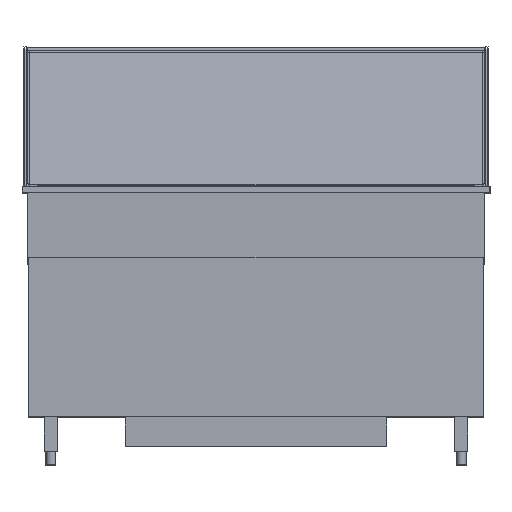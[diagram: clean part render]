
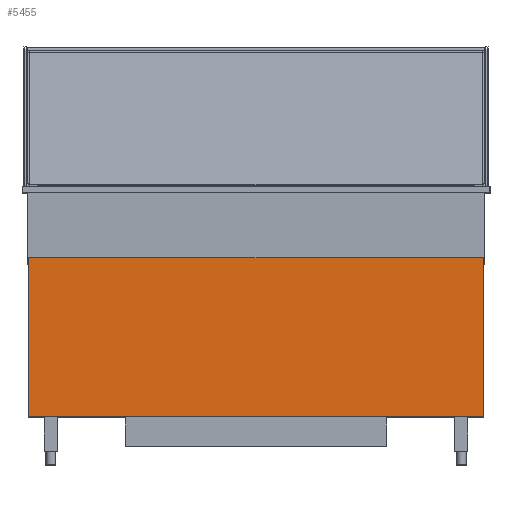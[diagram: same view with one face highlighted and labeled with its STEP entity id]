
A CAD part, top view. The second image highlights one B-rep face of the part: STEP entity #5455.
In plain terms, the highlighted planar face has unit normal (0, 0, 1).
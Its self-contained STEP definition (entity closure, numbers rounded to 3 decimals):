
#753 = CARTESIAN_POINT ( 'NONE',  ( 713.5, 0., 319. ) ) ;
#757 = ORIENTED_EDGE ( 'NONE', *, *, #13711, .F. ) ;
#1310 = VECTOR ( 'NONE', #9378, 1000. ) ;
#1925 = VECTOR ( 'NONE', #7922, 1000. ) ;
#2475 = CARTESIAN_POINT ( 'NONE',  ( 713.5, -498., 319. ) ) ;
#3417 = VERTEX_POINT ( 'NONE', #3443 ) ;
#3443 = CARTESIAN_POINT ( 'NONE',  ( 713.5, -498., 319. ) ) ;
#3462 = CARTESIAN_POINT ( 'NONE',  ( -713.5, -498., 319. ) ) ;
#3579 = LINE ( 'NONE', #753, #1310 ) ;
#3831 = CARTESIAN_POINT ( 'NONE',  ( 713.5, -498., 319. ) ) ;
#3979 = VECTOR ( 'NONE', #5314, 1000. ) ;
#4372 = DIRECTION ( 'NONE',  ( 0., 1., 0. ) ) ;
#4491 = VECTOR ( 'NONE', #4372, 1000. ) ;
#5314 = DIRECTION ( 'NONE',  ( 0., 1., 0. ) ) ;
#5373 = ORIENTED_EDGE ( 'NONE', *, *, #15824, .T. ) ;
#5455 = ADVANCED_FACE ( 'NONE', ( #11062 ), #12722, .F. ) ;
#5574 = CARTESIAN_POINT ( 'NONE',  ( 713.5, -498., 319. ) ) ;
#5658 = CARTESIAN_POINT ( 'NONE',  ( 713.5, 0., 319. ) ) ;
#7246 = EDGE_CURVE ( 'NONE', #13594, #9044, #12120, .T. ) ;
#7922 = DIRECTION ( 'NONE',  ( -1., 0., 0. ) ) ;
#8218 = LINE ( 'NONE', #3831, #1925 ) ;
#8663 = CARTESIAN_POINT ( 'NONE',  ( -713.5, -498., 319. ) ) ;
#9044 = VERTEX_POINT ( 'NONE', #13391 ) ;
#9378 = DIRECTION ( 'NONE',  ( -1., 0., 0. ) ) ;
#10927 = LINE ( 'NONE', #2475, #3979 ) ;
#11062 = FACE_OUTER_BOUND ( 'NONE', #11835, .T. ) ;
#11064 = AXIS2_PLACEMENT_3D ( 'NONE', #5574, #15644, #15901 ) ;
#11835 = EDGE_LOOP ( 'NONE', ( #5373, #18230, #757, #17667 ) ) ;
#12120 = LINE ( 'NONE', #8663, #4491 ) ;
#12722 = PLANE ( 'NONE',  #11064 ) ;
#13391 = CARTESIAN_POINT ( 'NONE',  ( -713.5, 0., 319. ) ) ;
#13594 = VERTEX_POINT ( 'NONE', #3462 ) ;
#13711 = EDGE_CURVE ( 'NONE', #3417, #13594, #8218, .T. ) ;
#13952 = VERTEX_POINT ( 'NONE', #5658 ) ;
#15644 = DIRECTION ( 'NONE',  ( 0., 0., -1. ) ) ;
#15824 = EDGE_CURVE ( 'NONE', #13952, #9044, #3579, .T. ) ;
#15901 = DIRECTION ( 'NONE',  ( -1., 0., 0. ) ) ;
#17102 = EDGE_CURVE ( 'NONE', #3417, #13952, #10927, .T. ) ;
#17667 = ORIENTED_EDGE ( 'NONE', *, *, #17102, .T. ) ;
#18230 = ORIENTED_EDGE ( 'NONE', *, *, #7246, .F. ) ;
